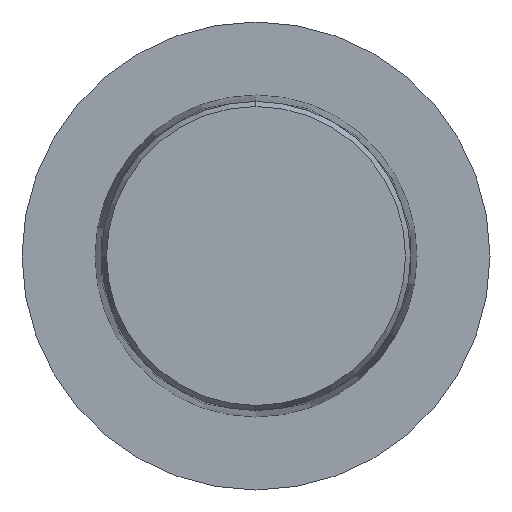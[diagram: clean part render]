
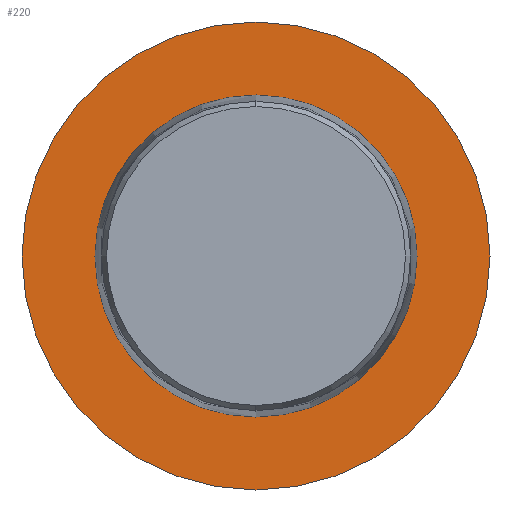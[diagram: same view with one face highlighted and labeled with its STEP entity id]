
A CAD part, left-side view. The second image highlights one B-rep face of the part: STEP entity #220.
In plain terms, the highlighted planar face has unit normal (-1, 0, 0).
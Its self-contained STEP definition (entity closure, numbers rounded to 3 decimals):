
#9 = AXIS2_PLACEMENT_3D ( 'NONE', #52, #56, #182 ) ;
#28 = ORIENTED_EDGE ( 'NONE', *, *, #448, .F. ) ;
#29 = DIRECTION ( 'NONE',  ( -1., 0., 0. ) ) ;
#42 = CARTESIAN_POINT ( 'NONE',  ( 0., 0., 39.992 ) ) ;
#52 = CARTESIAN_POINT ( 'NONE',  ( 0., 39.992, 0. ) ) ;
#53 = EDGE_LOOP ( 'NONE', ( #366, #28 ) ) ;
#56 = DIRECTION ( 'NONE',  ( 1., 0., 0. ) ) ;
#76 = DIRECTION ( 'NONE',  ( 0., 0., 1. ) ) ;
#80 = CARTESIAN_POINT ( 'NONE',  ( 0., 0., 0. ) ) ;
#90 = VERTEX_POINT ( 'NONE', #42 ) ;
#95 = FACE_OUTER_BOUND ( 'NONE', #136, .T. ) ;
#105 = DIRECTION ( 'NONE',  ( -1., 0., 0. ) ) ;
#136 = EDGE_LOOP ( 'NONE', ( #304, #384 ) ) ;
#182 = DIRECTION ( 'NONE',  ( 0., 1., 0. ) ) ;
#202 = CARTESIAN_POINT ( 'NONE',  ( 0., 0., 27.527 ) ) ;
#220 = ADVANCED_FACE ( 'NONE', ( #298, #95 ), #479, .F. ) ;
#284 = CIRCLE ( 'NONE', #514, 39.992 ) ;
#287 = EDGE_CURVE ( 'NONE', #349, #347, #299, .T. ) ;
#298 = FACE_BOUND ( 'NONE', #53, .T. ) ;
#299 = CIRCLE ( 'NONE', #379, 27.527 ) ;
#304 = ORIENTED_EDGE ( 'NONE', *, *, #321, .T. ) ;
#317 = CARTESIAN_POINT ( 'NONE',  ( 0., 0., -27.527 ) ) ;
#321 = EDGE_CURVE ( 'NONE', #90, #385, #284, .T. ) ;
#347 = VERTEX_POINT ( 'NONE', #317 ) ;
#349 = VERTEX_POINT ( 'NONE', #202 ) ;
#352 = AXIS2_PLACEMENT_3D ( 'NONE', #408, #484, #439 ) ;
#355 = DIRECTION ( 'NONE',  ( -1., 0., 0. ) ) ;
#366 = ORIENTED_EDGE ( 'NONE', *, *, #287, .F. ) ;
#367 = CIRCLE ( 'NONE', #399, 27.527 ) ;
#379 = AXIS2_PLACEMENT_3D ( 'NONE', #405, #29, #76 ) ;
#384 = ORIENTED_EDGE ( 'NONE', *, *, #460, .T. ) ;
#385 = VERTEX_POINT ( 'NONE', #446 ) ;
#399 = AXIS2_PLACEMENT_3D ( 'NONE', #517, #355, #450 ) ;
#405 = CARTESIAN_POINT ( 'NONE',  ( 0., 0., 0. ) ) ;
#408 = CARTESIAN_POINT ( 'NONE',  ( 0., 0., 0. ) ) ;
#439 = DIRECTION ( 'NONE',  ( 0., 0., 1. ) ) ;
#443 = DIRECTION ( 'NONE',  ( 0., 0., 1. ) ) ;
#446 = CARTESIAN_POINT ( 'NONE',  ( 0., 0., -39.992 ) ) ;
#448 = EDGE_CURVE ( 'NONE', #347, #349, #367, .T. ) ;
#450 = DIRECTION ( 'NONE',  ( 0., 0., 1. ) ) ;
#460 = EDGE_CURVE ( 'NONE', #385, #90, #506, .T. ) ;
#479 = PLANE ( 'NONE',  #9 ) ;
#484 = DIRECTION ( 'NONE',  ( -1., 0., 0. ) ) ;
#506 = CIRCLE ( 'NONE', #352, 39.992 ) ;
#514 = AXIS2_PLACEMENT_3D ( 'NONE', #80, #105, #443 ) ;
#517 = CARTESIAN_POINT ( 'NONE',  ( 0., 0., 0. ) ) ;
